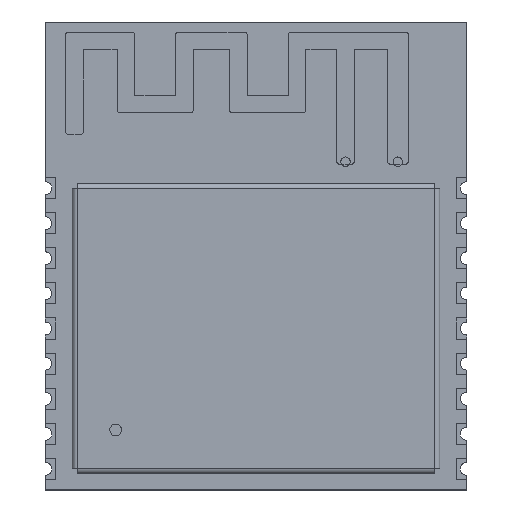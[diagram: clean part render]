
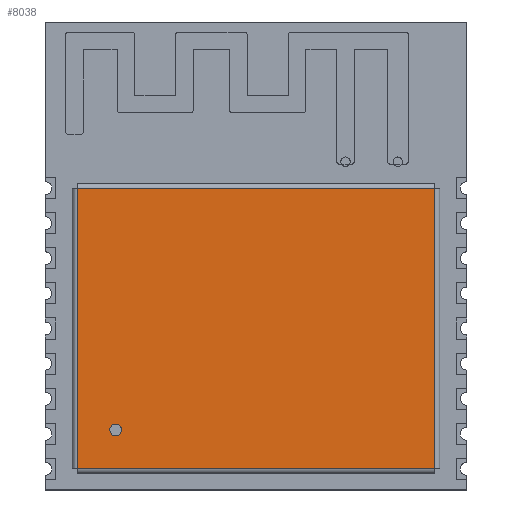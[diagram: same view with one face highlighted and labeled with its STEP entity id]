
A CAD part, top view. The second image highlights one B-rep face of the part: STEP entity #8038.
In plain terms, the highlighted planar face has unit normal (0, 0, 1).
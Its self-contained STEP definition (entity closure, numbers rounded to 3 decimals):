
#2057 = CARTESIAN_POINT ( 'NONE',  ( -6.25, -4.335, 2.4 ) ) ;
#2435 = CARTESIAN_POINT ( 'NONE',  ( 7.65, -5.985, 2.4 ) ) ;
#5123 = CARTESIAN_POINT ( 'NONE',  ( 7.65, 6.185, 2.4 ) ) ;
#5359 = EDGE_LOOP ( 'NONE', ( #33434, #15849 ) ) ;
#5711 = CARTESIAN_POINT ( 'NONE',  ( -7.65, -6.185, 2.4 ) ) ;
#7830 = ORIENTED_EDGE ( 'NONE', *, *, #49530, .T. ) ;
#8038 = ADVANCED_FACE ( 'NONE', ( #45740, #59035 ), #15815, .T. ) ;
#8471 = EDGE_CURVE ( 'NONE', #42605, #61397, #27292, .T. ) ;
#8666 = DIRECTION ( 'NONE',  ( -1., 0., 0. ) ) ;
#8975 = DIRECTION ( 'NONE',  ( 1., 0., 0. ) ) ;
#9267 = ORIENTED_EDGE ( 'NONE', *, *, #57506, .T. ) ;
#11042 = DIRECTION ( 'NONE',  ( 0., 0., 1. ) ) ;
#12897 = CARTESIAN_POINT ( 'NONE',  ( -7.65, 5.985, 2.4 ) ) ;
#15335 = VECTOR ( 'NONE', #8666, 1000. ) ;
#15815 = PLANE ( 'NONE',  #54503 ) ;
#15849 = ORIENTED_EDGE ( 'NONE', *, *, #8471, .F. ) ;
#18458 = DIRECTION ( 'NONE',  ( 0., 0., 1. ) ) ;
#18840 = VECTOR ( 'NONE', #8975, 1000. ) ;
#19441 = EDGE_CURVE ( 'NONE', #61397, #42605, #23969, .T. ) ;
#19628 = EDGE_LOOP ( 'NONE', ( #7830, #9267, #47289, #24087 ) ) ;
#20800 = DIRECTION ( 'NONE',  ( 0., 1., 0. ) ) ;
#23969 = CIRCLE ( 'NONE', #50164, 0.25 ) ;
#24087 = ORIENTED_EDGE ( 'NONE', *, *, #61573, .T. ) ;
#25090 = CARTESIAN_POINT ( 'NONE',  ( -6., -4.335, 2.4 ) ) ;
#25503 = LINE ( 'NONE', #5123, #37236 ) ;
#27292 = CIRCLE ( 'NONE', #44385, 0.25 ) ;
#30257 = DIRECTION ( 'NONE',  ( 1., 0., 0. ) ) ;
#31599 = VERTEX_POINT ( 'NONE', #38526 ) ;
#31876 = CARTESIAN_POINT ( 'NONE',  ( 7.85, -5.985, 2.4 ) ) ;
#32656 = LINE ( 'NONE', #31876, #18840 ) ;
#33434 = ORIENTED_EDGE ( 'NONE', *, *, #19441, .F. ) ;
#33772 = LINE ( 'NONE', #51636, #15335 ) ;
#35024 = CARTESIAN_POINT ( 'NONE',  ( 0., 0., 2.4 ) ) ;
#37236 = VECTOR ( 'NONE', #20800, 1000. ) ;
#38526 = CARTESIAN_POINT ( 'NONE',  ( -7.65, -5.985, 2.4 ) ) ;
#38701 = DIRECTION ( 'NONE',  ( 0., -1., 0. ) ) ;
#42605 = VERTEX_POINT ( 'NONE', #2057 ) ;
#43096 = DIRECTION ( 'NONE',  ( 1., 0., 0. ) ) ;
#44385 = AXIS2_PLACEMENT_3D ( 'NONE', #25090, #53535, #43096 ) ;
#44565 = EDGE_CURVE ( 'NONE', #61128, #56544, #33772, .T. ) ;
#45740 = FACE_BOUND ( 'NONE', #5359, .T. ) ;
#46990 = VERTEX_POINT ( 'NONE', #2435 ) ;
#47012 = VECTOR ( 'NONE', #38701, 1000. ) ;
#47289 = ORIENTED_EDGE ( 'NONE', *, *, #44565, .T. ) ;
#49530 = EDGE_CURVE ( 'NONE', #31599, #46990, #32656, .T. ) ;
#50164 = AXIS2_PLACEMENT_3D ( 'NONE', #62019, #18458, #51617 ) ;
#51617 = DIRECTION ( 'NONE',  ( 1., 0., 0. ) ) ;
#51636 = CARTESIAN_POINT ( 'NONE',  ( -7.85, 5.985, 2.4 ) ) ;
#51804 = CARTESIAN_POINT ( 'NONE',  ( 7.65, 5.985, 2.4 ) ) ;
#53300 = LINE ( 'NONE', #5711, #47012 ) ;
#53535 = DIRECTION ( 'NONE',  ( 0., 0., 1. ) ) ;
#54503 = AXIS2_PLACEMENT_3D ( 'NONE', #35024, #11042, #30257 ) ;
#56544 = VERTEX_POINT ( 'NONE', #12897 ) ;
#57506 = EDGE_CURVE ( 'NONE', #46990, #61128, #25503, .T. ) ;
#59035 = FACE_OUTER_BOUND ( 'NONE', #19628, .T. ) ;
#59344 = CARTESIAN_POINT ( 'NONE',  ( -5.75, -4.335, 2.4 ) ) ;
#61128 = VERTEX_POINT ( 'NONE', #51804 ) ;
#61397 = VERTEX_POINT ( 'NONE', #59344 ) ;
#61573 = EDGE_CURVE ( 'NONE', #56544, #31599, #53300, .T. ) ;
#62019 = CARTESIAN_POINT ( 'NONE',  ( -6., -4.335, 2.4 ) ) ;
